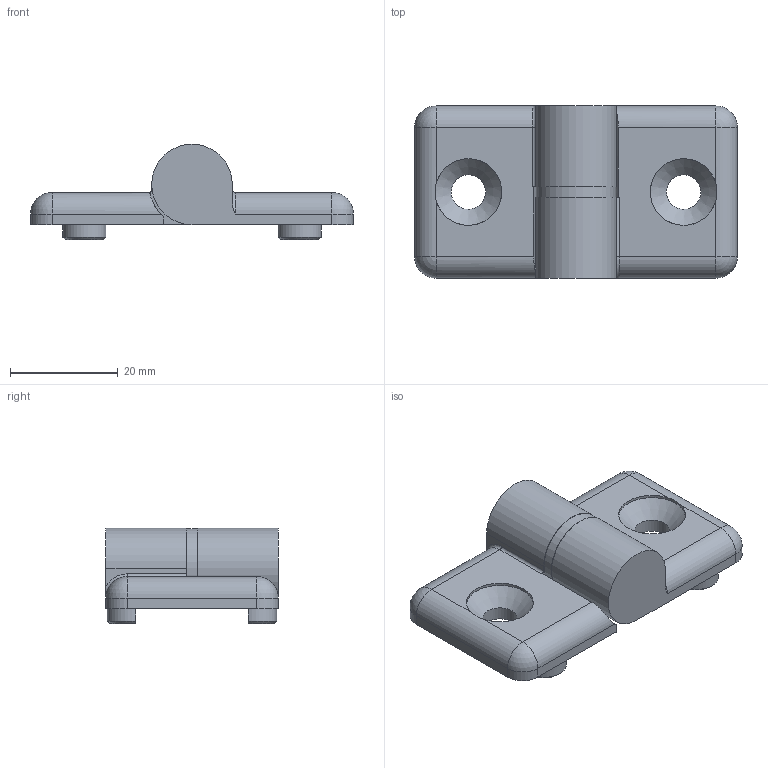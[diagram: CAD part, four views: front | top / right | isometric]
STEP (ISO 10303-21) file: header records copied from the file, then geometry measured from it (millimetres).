
FILE_DESCRIPTION(/* description */ ('STEP AP214'),/* implementation_level */ '2;1');
FILE_NAME(/* name */ '095020R (0)',/* time_stamp */ '2022-08-16T16:05:39+02:00',/* author */ ('License CC BY-ND 4.0'),/* organization */ ('CADENAS'),/* preprocessor_version */ 'ST-DEVELOPER v18.102',/* originating_system */ 'PARTsolutions',/* authorisation */ ' ');
FILE_SCHEMA (('AUTOMOTIVE_DESIGN {1 0 10303 214 3 1 1}'));
Length unit declared in the file: millimetre
Products named in the file (4): 095020R (0); 095020R (0)_3; 095020R (0)_2; 095020R (0)_1
Assembly tree (3 placements, depth 2):
  095020R (0)
    095020R (0)_3
    095020R (0)_2
    095020R (0)_1
Bounding box: 60 x 32 x 17.8 mm (x, y, z)
Volume: 13086.7 mm3; surface area: 7944.4 mm2
Topology: 3 solids, 3 shells, 105 faces, 249 edges, 154 vertices
Faces by surface type: plane 52, cylinder 39, cone 8, sphere 4, torus 2
Full cylindrical faces by diameter (mm): 6.1 x4, 6.4 x2, 12.4 x2, 14.8 x1
Entity records: 3025 total; most frequent: CARTESIAN_POINT 539, DIRECTION 518, ORIENTED_EDGE 460, EDGE_CURVE 230, AXIS2_PLACEMENT_3D 193, VERTEX_POINT 152, LINE 132, VECTOR 132
